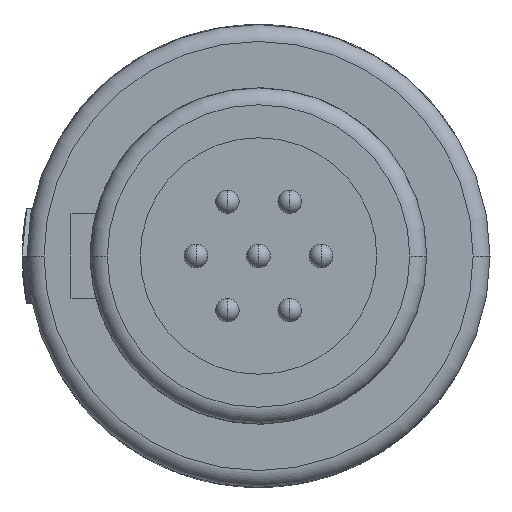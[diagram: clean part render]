
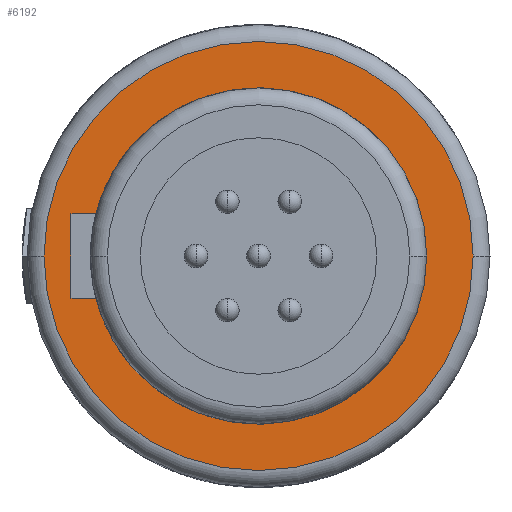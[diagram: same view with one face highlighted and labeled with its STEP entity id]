
A CAD part, left-side view. The second image highlights one B-rep face of the part: STEP entity #6192.
In plain terms, the highlighted planar face has unit normal (-1, 0, 0).
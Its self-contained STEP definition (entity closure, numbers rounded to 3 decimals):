
#1882=CARTESIAN_POINT('',(-6.7,0.,0.));
#1883=DIRECTION('',(-1.,0.,0.));
#1884=DIRECTION('',(0.,-1.,0.));
#1885=AXIS2_PLACEMENT_3D('',#1882,#1883,#1884);
#1887=CARTESIAN_POINT('',(-6.7,0.,0.));
#1888=DIRECTION('',(-1.,0.,0.));
#1889=DIRECTION('',(0.,1.,0.));
#1890=AXIS2_PLACEMENT_3D('',#1887,#1888,#1889);
#1892=DIRECTION('',(0.,1.,0.));
#1893=VECTOR('',#1892,0.735);
#1894=CARTESIAN_POINT('',(-6.7,4.815,-1.25));
#1895=LINE('',#1894,#1893);
#1896=DIRECTION('',(0.,1.,0.));
#1897=VECTOR('',#1896,0.735);
#1898=CARTESIAN_POINT('',(-6.7,4.815,1.25));
#1899=LINE('',#1898,#1897);
#1900=DIRECTION('',(0.,0.,1.));
#1901=VECTOR('',#1900,2.5);
#1902=CARTESIAN_POINT('',(-6.7,5.55,-1.25));
#1903=LINE('',#1902,#1901);
#1933=CARTESIAN_POINT('',(-6.7,0.,0.));
#1934=DIRECTION('',(1.,0.,0.));
#1935=DIRECTION('',(0.,0.968,0.251));
#1936=AXIS2_PLACEMENT_3D('',#1933,#1934,#1935);
#1970=CARTESIAN_POINT('',(-6.7,0.,0.));
#1971=DIRECTION('',(-1.,0.,0.));
#1972=DIRECTION('',(0.,0.968,-0.251));
#1973=AXIS2_PLACEMENT_3D('',#1970,#1971,#1972);
#3182=CARTESIAN_POINT('',(-6.7,-6.35,0.));
#3183=CARTESIAN_POINT('',(-6.7,6.35,0.));
#3184=VERTEX_POINT('',#3182);
#3185=VERTEX_POINT('',#3183);
#3198=CARTESIAN_POINT('',(-6.7,-4.975,0.));
#3199=VERTEX_POINT('',#3198);
#3576=CARTESIAN_POINT('',(-6.7,5.55,-1.25));
#3577=VERTEX_POINT('',#3576);
#3580=CARTESIAN_POINT('',(-6.7,5.55,1.25));
#3581=VERTEX_POINT('',#3580);
#3696=CARTESIAN_POINT('',(-6.7,4.815,-1.25));
#3697=VERTEX_POINT('',#3696);
#3698=CARTESIAN_POINT('',(-6.7,4.815,1.25));
#3699=VERTEX_POINT('',#3698);
#6170=CARTESIAN_POINT('',(-6.7,0.,0.));
#6171=DIRECTION('',(1.,0.,0.));
#6172=DIRECTION('',(0.,-1.,0.));
#6173=AXIS2_PLACEMENT_3D('',#6170,#6171,#6172);
#6174=PLANE('',#6173);
#6176=ORIENTED_EDGE('',*,*,#6175,.F.);
#6177=ORIENTED_EDGE('',*,*,#6153,.F.);
#6178=EDGE_LOOP('',(#6176,#6177));
#6179=FACE_OUTER_BOUND('',#6178,.F.);
#6181=ORIENTED_EDGE('',*,*,#6180,.F.);
#6183=ORIENTED_EDGE('',*,*,#6182,.T.);
#6185=ORIENTED_EDGE('',*,*,#6184,.F.);
#6187=ORIENTED_EDGE('',*,*,#6186,.T.);
#6189=ORIENTED_EDGE('',*,*,#6188,.F.);
#6190=EDGE_LOOP('',(#6181,#6183,#6185,#6187,#6189));
#6191=FACE_BOUND('',#6190,.F.);
#1886=CIRCLE('',#1885,6.35);
#1891=CIRCLE('',#1890,6.35);
#1937=CIRCLE('',#1936,4.975);
#1974=CIRCLE('',#1973,4.975);
#6153=EDGE_CURVE('',#3185,#3184,#1891,.T.);
#6175=EDGE_CURVE('',#3184,#3185,#1886,.T.);
#6180=EDGE_CURVE('',#3697,#3577,#1895,.T.);
#6182=EDGE_CURVE('',#3697,#3199,#1974,.T.);
#6184=EDGE_CURVE('',#3699,#3199,#1937,.T.);
#6186=EDGE_CURVE('',#3699,#3581,#1899,.T.);
#6188=EDGE_CURVE('',#3577,#3581,#1903,.T.);
#6192=ADVANCED_FACE('',(#6179,#6191),#6174,.F.);
